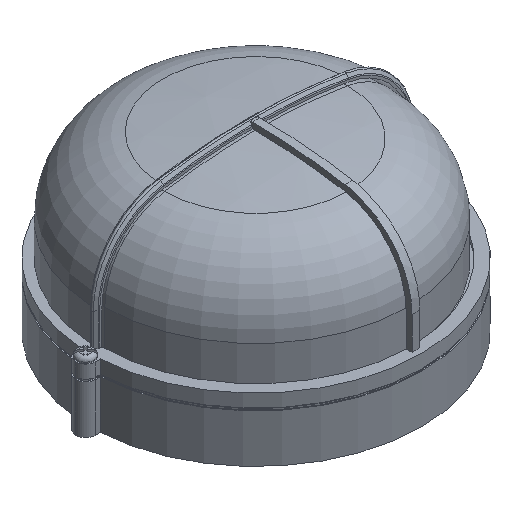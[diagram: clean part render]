
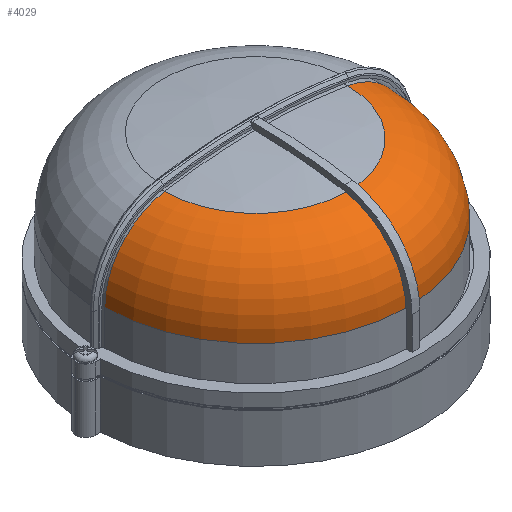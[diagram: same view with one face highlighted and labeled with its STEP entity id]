
A CAD part, isometric view. The second image highlights one B-rep face of the part: STEP entity #4029.
In plain terms, the highlighted toroidal (fillet/blend) face has major radius 41.419 mm and minor radius 37.081 mm.
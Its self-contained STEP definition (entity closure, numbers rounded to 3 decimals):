
#111 = CARTESIAN_POINT ( 'NONE',  ( -47.5, 0., 86.579 ) ) ;
#166 = DIRECTION ( 'NONE',  ( -1., 0., 0. ) ) ;
#183 = DIRECTION ( 'NONE',  ( 0., 1., 0. ) ) ;
#197 = CARTESIAN_POINT ( 'NONE',  ( -41.419, 0., 50. ) ) ;
#230 = ORIENTED_EDGE ( 'NONE', *, *, #2274, .F. ) ;
#235 = ORIENTED_EDGE ( 'NONE', *, *, #2619, .T. ) ;
#247 = ORIENTED_EDGE ( 'NONE', *, *, #2332, .T. ) ;
#296 = ORIENTED_EDGE ( 'NONE', *, *, #2659, .F. ) ;
#573 = EDGE_LOOP ( 'NONE', ( #230, #235, #247, #296 ) ) ;
#966 = CARTESIAN_POINT ( 'NONE',  ( 47.5, 0., 86.579 ) ) ;
#1364 = CARTESIAN_POINT ( 'NONE',  ( 78.5, 0., 50. ) ) ;
#1453 = CIRCLE ( 'NONE', #3627, 47.5 ) ;
#1562 = CIRCLE ( 'NONE', #3232, 78.5 ) ;
#1783 = CIRCLE ( 'NONE', #1848, 37.081 ) ;
#1837 = CIRCLE ( 'NONE', #4923, 37.081 ) ;
#1848 = AXIS2_PLACEMENT_3D ( 'NONE', #2847, #2427, #2061 ) ;
#2003 = DIRECTION ( 'NONE',  ( 1., 0., 0. ) ) ;
#2023 = DIRECTION ( 'NONE',  ( 0., 0., 1. ) ) ;
#2040 = CARTESIAN_POINT ( 'NONE',  ( 0., 0., 86.579 ) ) ;
#2061 = DIRECTION ( 'NONE',  ( 0., 0., -1. ) ) ;
#2274 = EDGE_CURVE ( 'NONE', #3002, #3397, #1837, .T. ) ;
#2332 = EDGE_CURVE ( 'NONE', #2775, #2691, #1783, .T. ) ;
#2427 = DIRECTION ( 'NONE',  ( 0., -1., 0. ) ) ;
#2559 = DIRECTION ( 'NONE',  ( 0., 0., 1. ) ) ;
#2619 = EDGE_CURVE ( 'NONE', #3002, #2775, #1562, .T. ) ;
#2659 = EDGE_CURVE ( 'NONE', #3397, #2691, #1453, .T. ) ;
#2691 = VERTEX_POINT ( 'NONE', #966 ) ;
#2775 = VERTEX_POINT ( 'NONE', #1364 ) ;
#2847 = CARTESIAN_POINT ( 'NONE',  ( 41.419, 0., 50. ) ) ;
#3002 = VERTEX_POINT ( 'NONE', #4402 ) ;
#3018 = DIRECTION ( 'NONE',  ( 1., 0., 0. ) ) ;
#3129 = DIRECTION ( 'NONE',  ( 1., 0., 0. ) ) ;
#3147 = DIRECTION ( 'NONE',  ( 0., 0., 1. ) ) ;
#3164 = CARTESIAN_POINT ( 'NONE',  ( 0., 0., 50. ) ) ;
#3232 = AXIS2_PLACEMENT_3D ( 'NONE', #3164, #3147, #3129 ) ;
#3397 = VERTEX_POINT ( 'NONE', #111 ) ;
#3445 = CARTESIAN_POINT ( 'NONE',  ( 0., 0., 50. ) ) ;
#3627 = AXIS2_PLACEMENT_3D ( 'NONE', #2040, #2023, #2003 ) ;
#3732 = AXIS2_PLACEMENT_3D ( 'NONE', #3445, #2559, #3018 ) ;
#4029 = ADVANCED_FACE ( 'NONE', ( #4158 ), #4091, .T. ) ;
#4091 = TOROIDAL_SURFACE ( 'NONE', #3732, 41.419, 37.081 ) ;
#4158 = FACE_OUTER_BOUND ( 'NONE', #573, .T. ) ;
#4402 = CARTESIAN_POINT ( 'NONE',  ( -78.5, 0., 50. ) ) ;
#4923 = AXIS2_PLACEMENT_3D ( 'NONE', #197, #183, #166 ) ;
